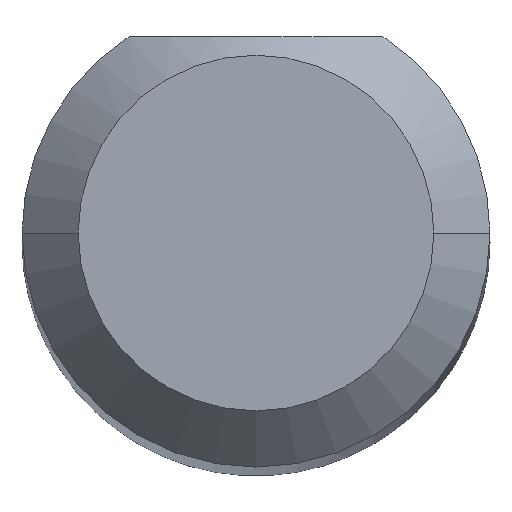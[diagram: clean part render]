
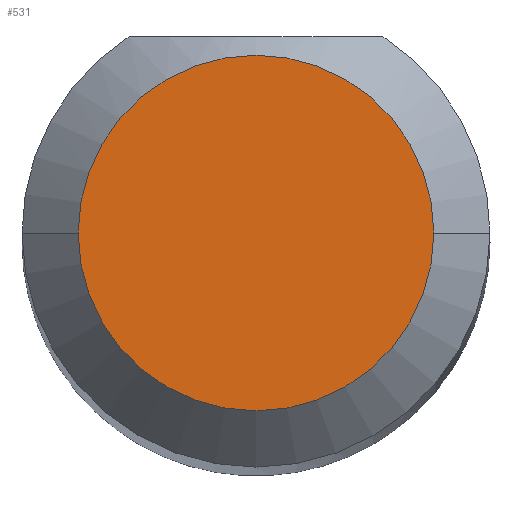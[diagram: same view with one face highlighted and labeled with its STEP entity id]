
A CAD part, top view. The second image highlights one B-rep face of the part: STEP entity #531.
In plain terms, the highlighted planar face has unit normal (0, 0, 1).
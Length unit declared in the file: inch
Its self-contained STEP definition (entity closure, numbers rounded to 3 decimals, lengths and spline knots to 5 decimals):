
#1 = DIRECTION ( 'NONE',  ( 0., 0., 1. ) ) ;
#6 = EDGE_CURVE ( 'NONE', #302, #246, #231, .T. ) ;
#23 = ORIENTED_EDGE ( 'NONE', *, *, #76, .T. ) ;
#58 = DIRECTION ( 'NONE',  ( 1., 0., 0. ) ) ;
#72 = CARTESIAN_POINT ( 'NONE',  ( 0.0475, 0., 1.5 ) ) ;
#76 = EDGE_CURVE ( 'NONE', #246, #302, #493, .T. ) ;
#79 = ORIENTED_EDGE ( 'NONE', *, *, #6, .T. ) ;
#112 = DIRECTION ( 'NONE',  ( 0., 0., 1. ) ) ;
#148 = AXIS2_PLACEMENT_3D ( 'NONE', #253, #1, #58 ) ;
#153 = CARTESIAN_POINT ( 'NONE',  ( 0., 0., 1.5 ) ) ;
#205 = PLANE ( 'NONE',  #332 ) ;
#231 = CIRCLE ( 'NONE', #148, 0.0475 ) ;
#245 = DIRECTION ( 'NONE',  ( 1., 0., 0. ) ) ;
#246 = VERTEX_POINT ( 'NONE', #72 ) ;
#253 = CARTESIAN_POINT ( 'NONE',  ( 0., 0., 1.5 ) ) ;
#278 = EDGE_LOOP ( 'NONE', ( #79, #23 ) ) ;
#302 = VERTEX_POINT ( 'NONE', #476 ) ;
#332 = AXIS2_PLACEMENT_3D ( 'NONE', #153, #112, #245 ) ;
#345 = CARTESIAN_POINT ( 'NONE',  ( 0., 0., 1.5 ) ) ;
#400 = AXIS2_PLACEMENT_3D ( 'NONE', #345, #452, #414 ) ;
#414 = DIRECTION ( 'NONE',  ( 1., 0., 0. ) ) ;
#452 = DIRECTION ( 'NONE',  ( 0., 0., 1. ) ) ;
#476 = CARTESIAN_POINT ( 'NONE',  ( -0.0475, 0., 1.5 ) ) ;
#493 = CIRCLE ( 'NONE', #400, 0.0475 ) ;
#525 = FACE_OUTER_BOUND ( 'NONE', #278, .T. ) ;
#531 = ADVANCED_FACE ( 'NONE', ( #525 ), #205, .T. ) ;
